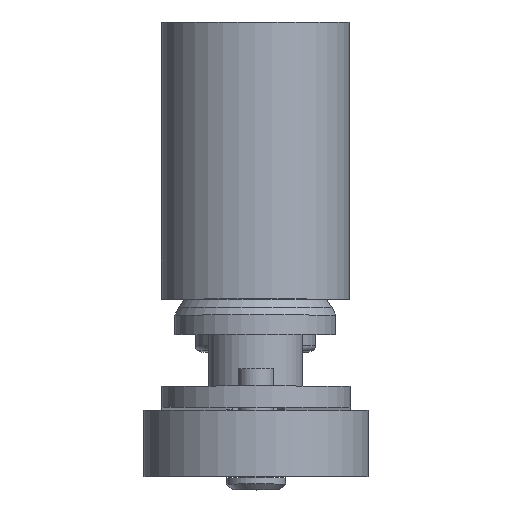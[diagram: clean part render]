
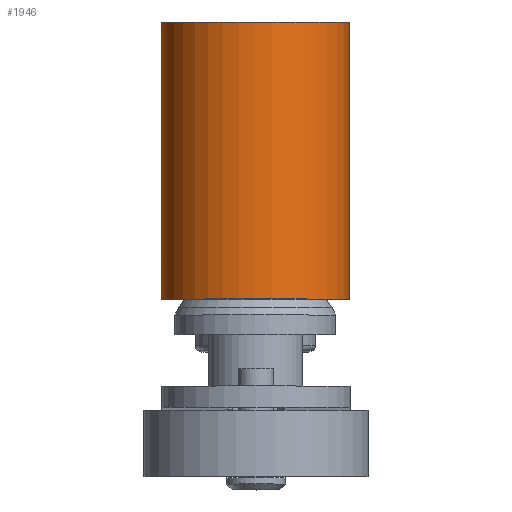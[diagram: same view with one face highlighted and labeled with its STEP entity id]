
A CAD part, top view. The second image highlights one B-rep face of the part: STEP entity #1946.
In plain terms, the highlighted cylindrical face has radius 7.939 mm (diameter 15.878 mm), a partial arc.
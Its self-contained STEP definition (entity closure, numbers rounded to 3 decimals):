
#1905=CARTESIAN_POINT('',(0.0,0.,6.661));
#1906=DIRECTION('',(0.0,-1.0,0.));
#1907=DIRECTION('',(0.0,0.0,1.0));
#1908=AXIS2_PLACEMENT_3D('',#1905,#1906,#1907);
#1909=CYLINDRICAL_SURFACE('',#1908,7.939);
#1910=CARTESIAN_POINT('',(-7.939,-23.4,6.661));
#1911=VERTEX_POINT('',#1910);
#1912=CARTESIAN_POINT('',(7.939,-23.4,6.661));
#1913=VERTEX_POINT('',#1912);
#1914=CARTESIAN_POINT('',(0.0,-23.4,6.661));
#1915=DIRECTION('',(0.0,1.0,0.0));
#1916=DIRECTION('',(0.0,0.0,1.0));
#1917=AXIS2_PLACEMENT_3D('',#1914,#1915,#1916);
#1918=CIRCLE('',#1917,7.939);
#1919=EDGE_CURVE('',#1911,#1913,#1918,.T.);
#1920=ORIENTED_EDGE('',*,*,#1919,.T.);
#1921=CARTESIAN_POINT('',(7.939,0.,6.661));
#1922=VERTEX_POINT('',#1921);
#1923=CARTESIAN_POINT('',(7.939,0.,6.661));
#1924=DIRECTION('',(0.0,-1.0,0.0));
#1925=VECTOR('',#1924,23.4);
#1926=LINE('',#1923,#1925);
#1927=EDGE_CURVE('',#1922,#1913,#1926,.T.);
#1928=ORIENTED_EDGE('',*,*,#1927,.F.);
#1929=CARTESIAN_POINT('',(-7.939,0.,6.661));
#1930=VERTEX_POINT('',#1929);
#1931=CARTESIAN_POINT('',(0.0,0.,6.661));
#1932=DIRECTION('',(0.0,-1.0,0.0));
#1933=DIRECTION('',(0.0,0.0,1.0));
#1934=AXIS2_PLACEMENT_3D('',#1931,#1932,#1933);
#1935=CIRCLE('',#1934,7.939);
#1936=EDGE_CURVE('',#1922,#1930,#1935,.T.);
#1937=ORIENTED_EDGE('',*,*,#1936,.T.);
#1938=CARTESIAN_POINT('',(-7.939,0.,6.661));
#1939=DIRECTION('',(0.0,-1.0,0.0));
#1940=VECTOR('',#1939,23.4);
#1941=LINE('',#1938,#1940);
#1942=EDGE_CURVE('',#1930,#1911,#1941,.T.);
#1943=ORIENTED_EDGE('',*,*,#1942,.T.);
#1944=EDGE_LOOP('',(#1920,#1928,#1937,#1943));
#1945=FACE_OUTER_BOUND('',#1944,.T.);
#1946=ADVANCED_FACE('',(#1945),#1909,.T.);
